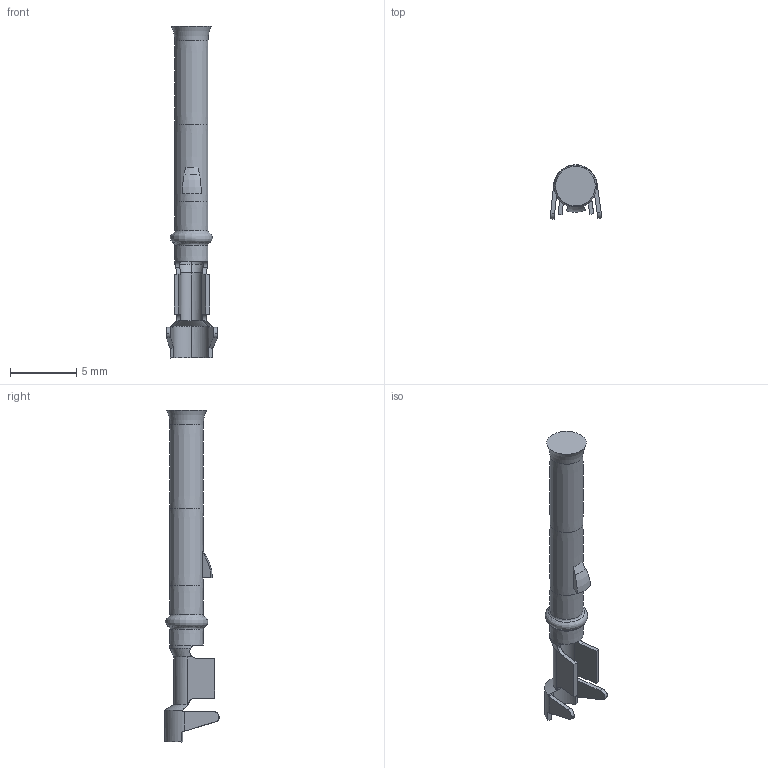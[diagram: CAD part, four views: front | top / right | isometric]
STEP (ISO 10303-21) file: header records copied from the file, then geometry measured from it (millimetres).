
FILE_DESCRIPTION(/* description */ (''),/* implementation_level */ '2;1');
FILE_NAME(/* name */ 'n 02 016 0002 x.stp',/* time_stamp */ '2017-11-13T10:49:49+01:00',/* author */ (''),/* organization */ (''),/* preprocessor_version */ 'ST-DEVELOPER v16',/* originating_system */ 'SIEMENS PLM Software NX 11.0',/* authorisation */ '');
FILE_SCHEMA (('AP203_CONFIGURATION_CONTROLLED_3D_DESIGN_OF_MECHANICAL_PARTS_AND_ASSEMBLIES_MIM_LF { 1 0 10303 403 2 1 2}'));
Length unit declared in the file: millimetre
Products named in the file (1): 13245nxs001-01
Bounding box: 3.9 x 4.1 x 24.99 mm (x, y, z)
Volume: 103.5 mm3; surface area: 257.5 mm2
Topology: 1 solids, 1 shells, 74 faces, 204 edges, 131 vertices
Faces by surface type: plane 28, cylinder 24, bspline 11, cone 7, revolution 3, torus 1
Entity records: 3833 total; most frequent: CARTESIAN_POINT 1733, ORIENTED_EDGE 378, DIRECTION 215, EDGE_CURVE 189, VERTEX_POINT 129, B_SPLINE_CURVE_WITH_KNOTS 107, EDGE_LOOP 83, AXIS2_PLACEMENT_3D 82
